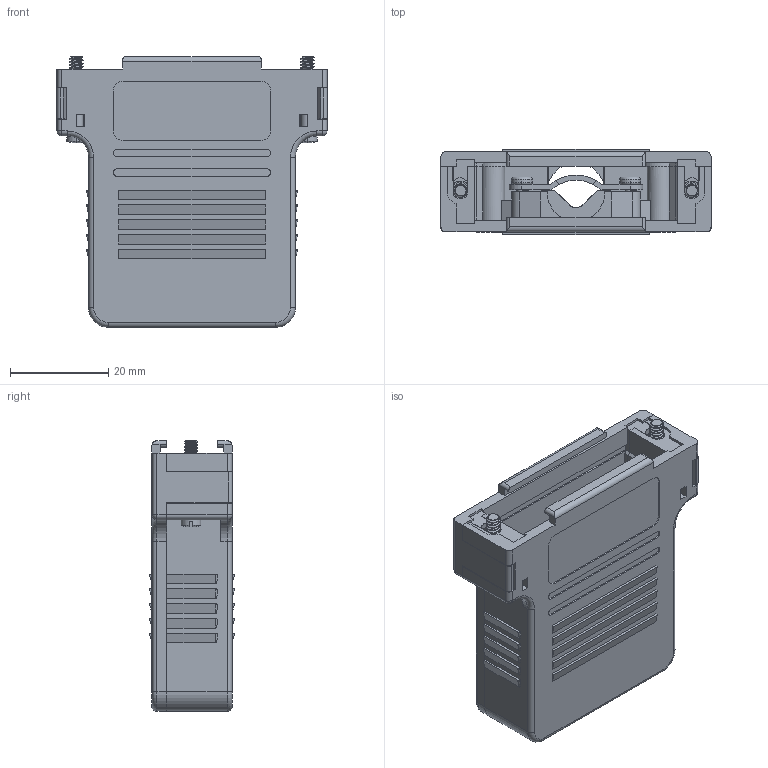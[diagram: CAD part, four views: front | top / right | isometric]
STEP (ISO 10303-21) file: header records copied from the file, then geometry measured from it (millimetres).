
FILE_DESCRIPTION (( 'STEP AP214' ), '1' );
FILE_NAME ('6688-9704.STEP', '2022-08-23T13:00:08', ( '' ), ( '' ), 'SwSTEP 2.0', 'SolidWorks 2021', '' );
FILE_SCHEMA (( 'AUTOMOTIVE_DESIGN' ));
Length unit declared in the file: millimetre
Products named in the file (8): 6688-9704; 6805-0201-13; 6805-0201-03; 6855-0112-02; 6855-0109-07; 6830-0108-04; 6838-0108-01; 6826-0153-02
Assembly tree (10 placements, depth 2):
  6688-9704
    6805-0201-03
    6805-0201-13
    6826-0153-02  x2
    6855-0112-02  x2
    6838-0108-01
    6830-0108-04
    6855-0109-07  x2
Bounding box: 54.9 x 17.3 x 55 mm (x, y, z)
Volume: 14888.8 mm3; surface area: 19025.7 mm2
Topology: 10 solids, 10 shells, 843 faces, 2285 edges, 1484 vertices
Faces by surface type: plane 489, cylinder 272, torus 30, cone 30, bspline 18, sphere 4
Entity records: 29461 total; most frequent: CARTESIAN_POINT 11529, ORIENTED_EDGE 3838, DIRECTION 3479, EDGE_CURVE 1919, VECTOR 1369, LINE 1369, VERTEX_POINT 1246, AXIS2_PLACEMENT_3D 1055
